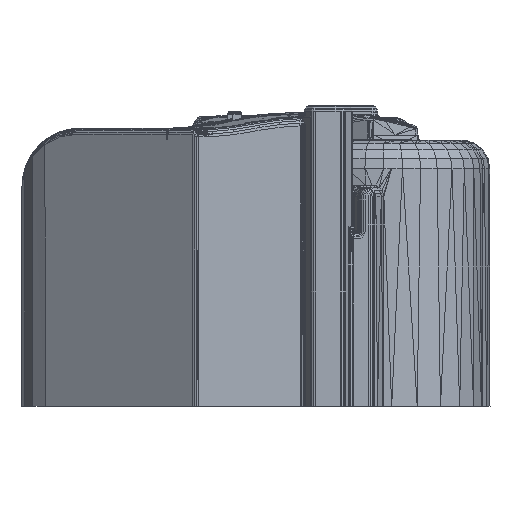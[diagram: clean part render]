
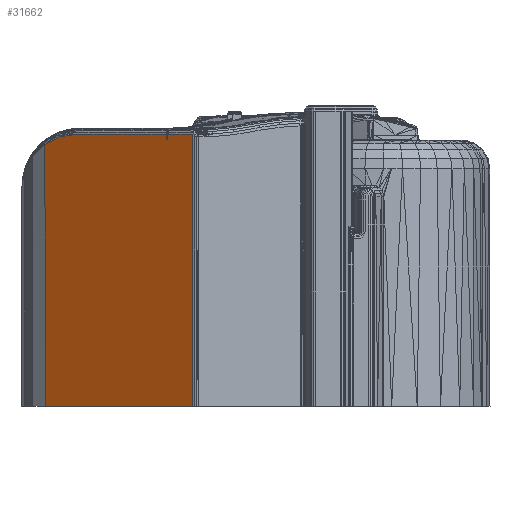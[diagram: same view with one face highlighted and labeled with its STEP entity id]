
A CAD part, left-side view. The second image highlights one B-rep face of the part: STEP entity #31662.
In plain terms, the highlighted planar face has unit normal (-0.803, 0.596, 0).
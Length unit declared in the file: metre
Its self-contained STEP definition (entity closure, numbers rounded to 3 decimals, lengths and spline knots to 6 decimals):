
#31662=ADVANCED_FACE('0:28110',(#63954),#63955,.T.);
#63954=FACE_OUTER_BOUND('',#96879,.T.);
#63955=PLANE('',#96880);
#96879=EDGE_LOOP('',(#179515,#179516,#179517,#179518,#179519,#179520,#179521,#179522,#179523,#179524,#179525,#179526,#179527,#179528,#179529,#179530));
#96880=AXIS2_PLACEMENT_3D('',#179531,#179532,#179533);
#179515=ORIENTED_EDGE('',*,*,#214078,.T.);
#179516=ORIENTED_EDGE('',*,*,#214077,.F.);
#179517=ORIENTED_EDGE('',*,*,#214076,.T.);
#179518=ORIENTED_EDGE('',*,*,#214075,.T.);
#179519=ORIENTED_EDGE('',*,*,#214074,.F.);
#179520=ORIENTED_EDGE('',*,*,#214072,.T.);
#179521=ORIENTED_EDGE('',*,*,#214068,.T.);
#179522=ORIENTED_EDGE('',*,*,#214070,.T.);
#179523=ORIENTED_EDGE('',*,*,#215200,.F.);
#179524=ORIENTED_EDGE('',*,*,#215202,.F.);
#179525=ORIENTED_EDGE('',*,*,#215203,.T.);
#179526=ORIENTED_EDGE('',*,*,#214066,.F.);
#179527=ORIENTED_EDGE('',*,*,#214064,.T.);
#179528=ORIENTED_EDGE('',*,*,#214062,.F.);
#179529=ORIENTED_EDGE('',*,*,#214060,.F.);
#179530=ORIENTED_EDGE('',*,*,#214079,.F.);
#179531=CARTESIAN_POINT('',(0.001128,0.01504,0.012046));
#179532=DIRECTION('',(-0.803,0.596,0.));
#179533=DIRECTION('',(0.,0.0,1.));
#214060=EDGE_CURVE('0:76422',#253172,#253138,#255253,.T.);
#214062=EDGE_CURVE('0:76266',#253138,#253142,#255255,.T.);
#214064=EDGE_CURVE('0:76215',#253146,#253142,#255257,.T.);
#214066=EDGE_CURVE('0:76203',#253146,#253176,#255259,.T.);
#214068=EDGE_CURVE('0:75675',#255261,#255262,#255263,.T.);
#214070=EDGE_CURVE('0:75678',#255262,#253152,#255265,.T.);
#214072=EDGE_CURVE('0:75588',#253158,#255261,#255267,.T.);
#214074=EDGE_CURVE('0:91332',#253158,#255269,#255270,.T.);
#214075=EDGE_CURVE('0:91329',#255271,#255269,#255272,.T.);
#214076=EDGE_CURVE('0:91326',#255273,#255271,#255274,.T.);
#214077=EDGE_CURVE('0:91323',#255273,#255275,#255276,.T.);
#214078=EDGE_CURVE('0:91320',#255277,#255275,#255278,.T.);
#214079=EDGE_CURVE('0:91335',#255277,#253172,#255279,.T.);
#215200=EDGE_CURVE('0:75687',#256702,#253152,#256704,.T.);
#215202=EDGE_CURVE('0:91029',#256706,#256702,#256707,.T.);
#215203=EDGE_CURVE('0:76467',#256706,#253176,#256708,.T.);
#253138=VERTEX_POINT('',#313251);
#253142=VERTEX_POINT('',#313257);
#253146=VERTEX_POINT('',#313263);
#253152=VERTEX_POINT('',#313272);
#253158=VERTEX_POINT('',#313281);
#253172=VERTEX_POINT('',#313302);
#253176=VERTEX_POINT('',#313308);
#255253=LINE('',#316424,#316425);
#255255=LINE('',#316427,#316428);
#255257=LINE('',#316430,#316431);
#255259=LINE('',#316433,#316434);
#255261=VERTEX_POINT('',#316436);
#255262=VERTEX_POINT('',#316437);
#255263=LINE('',#316438,#316439);
#255265=LINE('',#316442,#316443);
#255267=LINE('',#316445,#316446);
#255269=VERTEX_POINT('',#316448);
#255270=LINE('',#316449,#316450);
#255271=VERTEX_POINT('',#316451);
#255272=LINE('',#316452,#316453);
#255273=VERTEX_POINT('',#316454);
#255274=LINE('',#316455,#316456);
#255275=VERTEX_POINT('',#316457);
#255276=LINE('',#316458,#316459);
#255277=VERTEX_POINT('',#316460);
#255278=LINE('',#316461,#316462);
#255279=LINE('',#316463,#316464);
#256702=VERTEX_POINT('',#318597);
#256704=LINE('',#318600,#318601);
#256706=VERTEX_POINT('',#318603);
#256707=LINE('',#318604,#318605);
#256708=LINE('',#318606,#318607);
#313251=CARTESIAN_POINT('',(0.000345,0.013985,0.012037));
#313257=CARTESIAN_POINT('',(0.000339,0.013976,0.012034));
#313263=CARTESIAN_POINT('',(0.000321,0.013952,0.012022));
#313272=CARTESIAN_POINT('',(0.005124,0.020423,0.011581));
#313281=CARTESIAN_POINT('',(0.004096,0.019039,0.012046));
#313302=CARTESIAN_POINT('',(0.000365,0.014012,0.012044));
#313308=CARTESIAN_POINT('',(0.000304,0.01393,0.012005));
#316424=CARTESIAN_POINT('',(0.000365,0.014012,0.012044));
#316425=VECTOR('',#341351,1.0);
#316427=CARTESIAN_POINT('',(0.000345,0.013985,0.012037));
#316428=VECTOR('',#341352,1.0);
#316430=CARTESIAN_POINT('',(0.000321,0.013952,0.012022));
#316431=VECTOR('',#341353,1.0);
#316433=CARTESIAN_POINT('',(0.000321,0.013952,0.012022));
#316434=VECTOR('',#341354,1.0);
#316436=CARTESIAN_POINT('',(0.004639,0.01977,0.011926));
#316437=CARTESIAN_POINT('',(0.005108,0.020401,0.011596));
#316438=CARTESIAN_POINT('',(0.004639,0.01977,0.011926));
#316439=VECTOR('',#341355,1.0);
#316442=CARTESIAN_POINT('',(0.005108,0.020401,0.011596));
#316443=VECTOR('',#341357,1.0);
#316445=CARTESIAN_POINT('',(0.004096,0.019039,0.012046));
#316446=VECTOR('',#341358,1.0);
#316448=CARTESIAN_POINT('',(0.003354,0.018039,0.012046));
#316449=CARTESIAN_POINT('',(0.004096,0.019039,0.012046));
#316450=VECTOR('',#341359,1.0);
#316451=CARTESIAN_POINT('',(0.002612,0.017039,0.012046));
#316452=CARTESIAN_POINT('',(0.002612,0.017039,0.012046));
#316453=VECTOR('',#341360,1.0);
#316454=CARTESIAN_POINT('',(0.00187,0.01604,0.012046));
#316455=CARTESIAN_POINT('',(0.00187,0.01604,0.012046));
#316456=VECTOR('',#341361,1.0);
#316457=CARTESIAN_POINT('',(0.001128,0.01504,0.012046));
#316458=CARTESIAN_POINT('',(0.00187,0.01604,0.012046));
#316459=VECTOR('',#341362,1.0);
#316460=CARTESIAN_POINT('',(0.000386,0.01404,0.012046));
#316461=CARTESIAN_POINT('',(0.000386,0.01404,0.012046));
#316462=VECTOR('',#341363,1.0);
#316463=CARTESIAN_POINT('',(0.000386,0.01404,0.012046));
#316464=VECTOR('',#341364,1.0);
#318597=CARTESIAN_POINT('',(0.005108,0.020401,0.0001));
#318600=CARTESIAN_POINT('',(0.005108,0.020401,0.0001));
#318601=VECTOR('',#342076,1.0);
#318603=CARTESIAN_POINT('',(0.000304,0.01393,0.0001));
#318604=CARTESIAN_POINT('',(0.000304,0.01393,0.0001));
#318605=VECTOR('',#342077,1.0);
#318606=CARTESIAN_POINT('',(0.000304,0.01393,0.0001));
#318607=VECTOR('',#342078,1.0);
#341351=DIRECTION('',(-0.585,-0.788,-0.194));
#341352=DIRECTION('',(-0.572,-0.77,-0.282));
#341353=DIRECTION('',(0.554,0.746,0.371));
#341354=DIRECTION('',(-0.511,-0.689,-0.514));
#341355=DIRECTION('',(0.549,0.74,-0.387));
#341357=DIRECTION('',(0.528,0.704,-0.475));
#341358=DIRECTION('',(0.591,0.796,-0.131));
#341359=DIRECTION('',(-0.596,-0.803,0.0));
#341360=DIRECTION('',(0.596,0.803,0.0));
#341361=DIRECTION('',(0.596,0.803,0.0));
#341362=DIRECTION('',(-0.596,-0.803,0.0));
#341363=DIRECTION('',(0.596,0.803,0.0));
#341364=DIRECTION('',(-0.595,-0.801,-0.064));
#342076=DIRECTION('',(0.001,0.002,1.));
#342077=DIRECTION('',(0.596,0.803,0.0));
#342078=DIRECTION('',(0.0,0.0,1.0));
